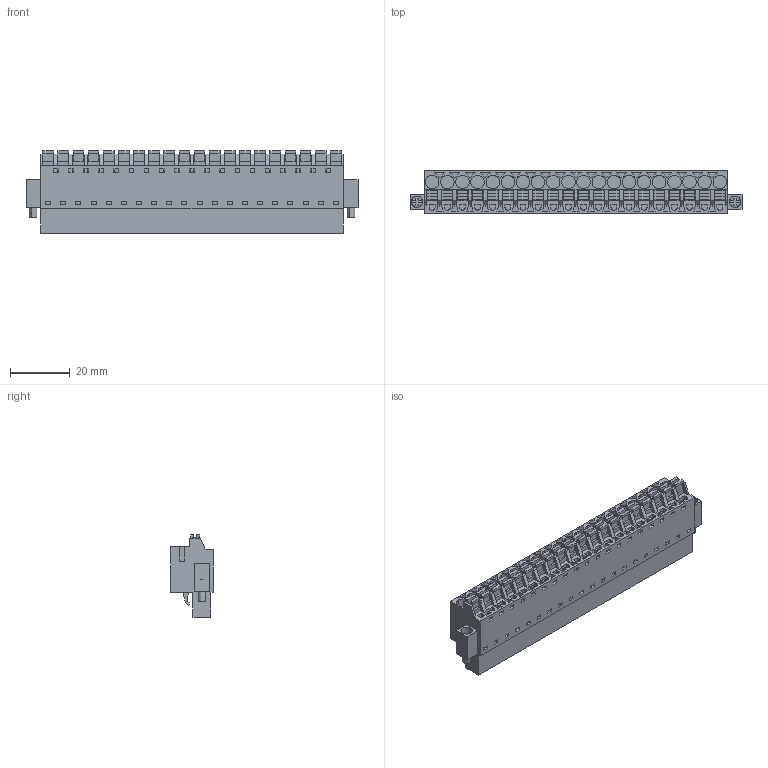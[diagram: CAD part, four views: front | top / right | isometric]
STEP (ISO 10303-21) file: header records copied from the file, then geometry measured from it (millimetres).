
FILE_DESCRIPTION(('CATIA V5 STEP Exchange','CAx-IF Rec.Pracs.--- Model Styling and Organization---1.2---2011-12-15'),'2;1');
FILE_NAME ('D1446514_0_1013020000_1013020000.stp','2017-04-28T11:50:31+00:00',('none'),('Weidmueller'),'CATIA Version 5-6 Release 2014','CATIA V5 STEP AP214','none');
FILE_SCHEMA(('AUTOMOTIVE_DESIGN { 1 0 10303 214 1 1 1 1 }'));
Length unit declared in the file: millimetre
Products named in the file (1): 1013020000
Bounding box: 111.4 x 14.2 x 27.73 mm (x, y, z)
Volume: 24281.7 mm3; surface area: 16797.1 mm2
Topology: 23 solids, 23 shells, 1534 faces, 4415 edges, 3075 vertices
Faces by surface type: plane 1372, cylinder 161, extrusion 1
Entity records: 49163 total; most frequent: CARTESIAN_POINT 9399, ORIENTED_EDGE 8830, DIRECTION 6185, EDGE_CURVE 4415, VECTOR 4084, LINE 4083, VERTEX_POINT 3075, EDGE_LOOP 1762
